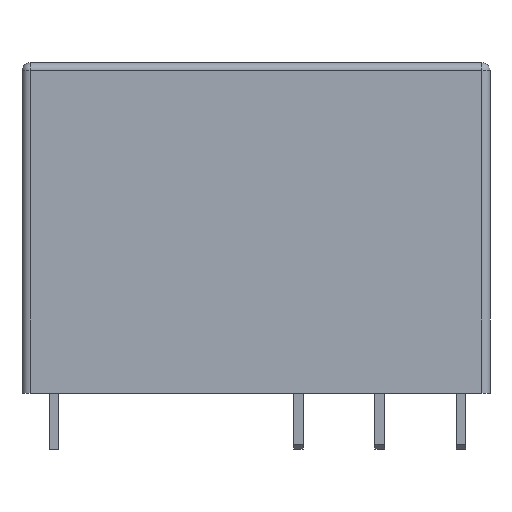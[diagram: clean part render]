
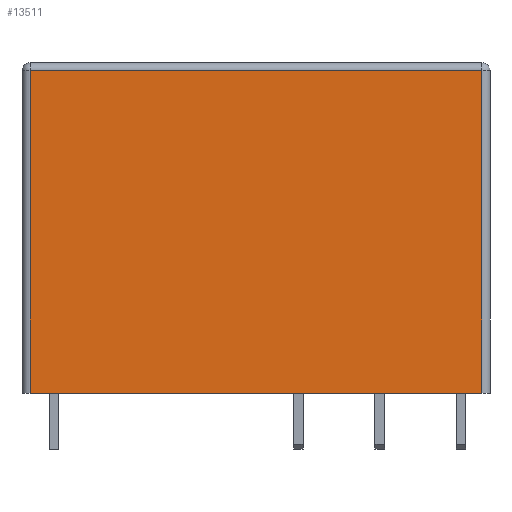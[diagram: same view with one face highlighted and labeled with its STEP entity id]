
A CAD part, front view. The second image highlights one B-rep face of the part: STEP entity #13511.
In plain terms, the highlighted planar face has unit normal (0, -1, 0).
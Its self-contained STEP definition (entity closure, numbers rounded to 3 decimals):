
#164 = ORIENTED_EDGE ( 'NONE', *, *, #698, .T. ) ;
#365 = CARTESIAN_POINT ( 'NONE',  ( 14.1, -6.5, 20.6 ) ) ;
#694 = VECTOR ( 'NONE', #17230, 1000. ) ;
#698 = EDGE_CURVE ( 'NONE', #12823, #13451, #13375, .T. ) ;
#886 = DIRECTION ( 'NONE',  ( -1., 0., 0. ) ) ;
#1332 = VECTOR ( 'NONE', #9469, 1000. ) ;
#1898 = VECTOR ( 'NONE', #886, 1000. ) ;
#2210 = CARTESIAN_POINT ( 'NONE',  ( 14.1, -6.5, 20.1 ) ) ;
#2282 = CARTESIAN_POINT ( 'NONE',  ( 14.1, -6.5, 20.6 ) ) ;
#3181 = CARTESIAN_POINT ( 'NONE',  ( 14.1, -6.5, 0. ) ) ;
#4254 = CARTESIAN_POINT ( 'NONE',  ( -14.1, -6.5, 20.6 ) ) ;
#6234 = LINE ( 'NONE', #2210, #1898 ) ;
#6454 = FACE_OUTER_BOUND ( 'NONE', #15737, .T. ) ;
#6801 = ORIENTED_EDGE ( 'NONE', *, *, #11663, .T. ) ;
#7077 = CARTESIAN_POINT ( 'NONE',  ( -14.1, -6.5, 0. ) ) ;
#7858 = ORIENTED_EDGE ( 'NONE', *, *, #15211, .F. ) ;
#7998 = LINE ( 'NONE', #4254, #12426 ) ;
#8435 = ORIENTED_EDGE ( 'NONE', *, *, #16164, .T. ) ;
#8964 = DIRECTION ( 'NONE',  ( 0., 1., 0. ) ) ;
#9469 = DIRECTION ( 'NONE',  ( 0., 0., -1. ) ) ;
#10820 = CARTESIAN_POINT ( 'NONE',  ( -14.1, -6.5, 20.1 ) ) ;
#11663 = EDGE_CURVE ( 'NONE', #17186, #12823, #7998, .T. ) ;
#11678 = PLANE ( 'NONE',  #16006 ) ;
#12426 = VECTOR ( 'NONE', #16260, 1000. ) ;
#12823 = VERTEX_POINT ( 'NONE', #7077 ) ;
#12847 = CARTESIAN_POINT ( 'NONE',  ( 14.1, -6.5, 20.1 ) ) ;
#13276 = CARTESIAN_POINT ( 'NONE',  ( 14.1, -6.5, 0. ) ) ;
#13375 = LINE ( 'NONE', #13276, #694 ) ;
#13451 = VERTEX_POINT ( 'NONE', #3181 ) ;
#13511 = ADVANCED_FACE ( 'NONE', ( #6454 ), #11678, .F. ) ;
#14193 = VERTEX_POINT ( 'NONE', #12847 ) ;
#15211 = EDGE_CURVE ( 'NONE', #14193, #13451, #16186, .T. ) ;
#15737 = EDGE_LOOP ( 'NONE', ( #7858, #8435, #6801, #164 ) ) ;
#16006 = AXIS2_PLACEMENT_3D ( 'NONE', #2282, #8964, #17045 ) ;
#16164 = EDGE_CURVE ( 'NONE', #14193, #17186, #6234, .T. ) ;
#16186 = LINE ( 'NONE', #365, #1332 ) ;
#16260 = DIRECTION ( 'NONE',  ( 0., 0., -1. ) ) ;
#17045 = DIRECTION ( 'NONE',  ( -1., 0., 0. ) ) ;
#17186 = VERTEX_POINT ( 'NONE', #10820 ) ;
#17230 = DIRECTION ( 'NONE',  ( 1., 0., 0. ) ) ;
